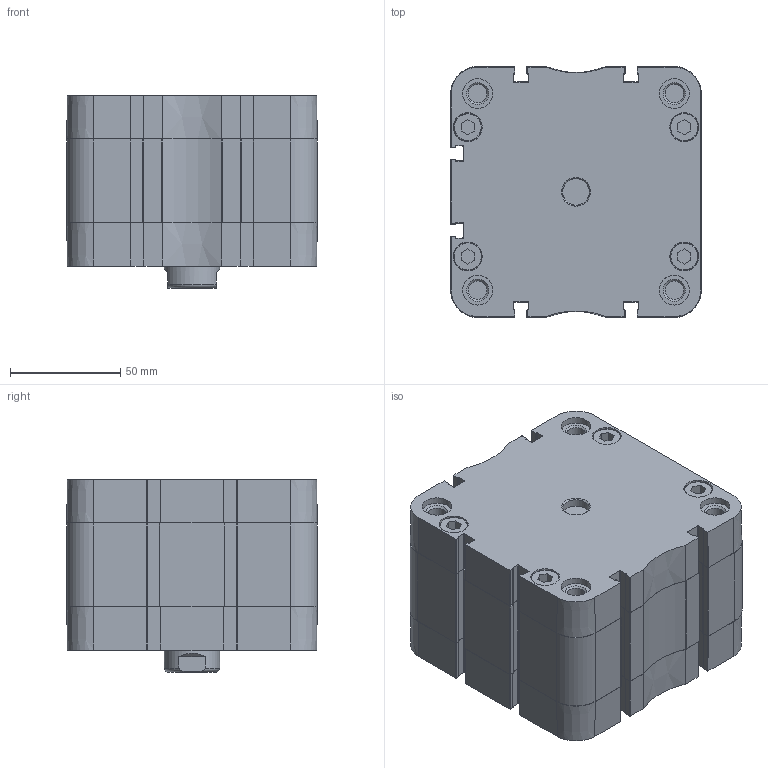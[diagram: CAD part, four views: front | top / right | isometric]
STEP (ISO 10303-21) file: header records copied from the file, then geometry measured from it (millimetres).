
FILE_DESCRIPTION((''),'2;1');
FILE_NAME('PSM100.010.GS.F.stp','2014-02-04T11:52:35',('carlo.corazza'),(''),'Autodesk Inventor 2012','Autodesk Inventor 2012','');
FILE_SCHEMA(('AUTOMOTIVE_DESIGN { 1 0 10303 214 1 1 1 1 }'));
Length unit declared in the file: millimetre
Products named in the file (5): PSM100..GS.F; TP; CORPO-010; STELO-010; TA
Assembly tree (4 placements, depth 2):
  PSM100..GS.F
    TP
    CORPO-010
    STELO-010
    TA
Bounding box: 113.5 x 113.5 x 87 mm (x, y, z)
Volume: 646508 mm3; surface area: 128439.7 mm2
Topology: 5 solids, 5 shells, 751 faces, 1982 edges, 1308 vertices
Faces by surface type: plane 351, cylinder 215, bspline 122, cone 43, torus 20
Full cylindrical faces by diameter (mm): 6 x1, 8.376 x8, 8.566 x3, 10.106 x1, 12 x1, 12.7 x4, 13.1 x8, 13.5 x8, 25 x1, 25.6 x1, 26.9 x1, 28 x1, 29.8 x1, 30 x1, 100 x1
Entity records: 24460 total; most frequent: CARTESIAN_POINT 6265, ORIENTED_EDGE 3774, DIRECTION 3366, EDGE_CURVE 1887, VERTEX_POINT 1297, AXIS2_PLACEMENT_3D 1127, VECTOR 1112, LINE 1112
